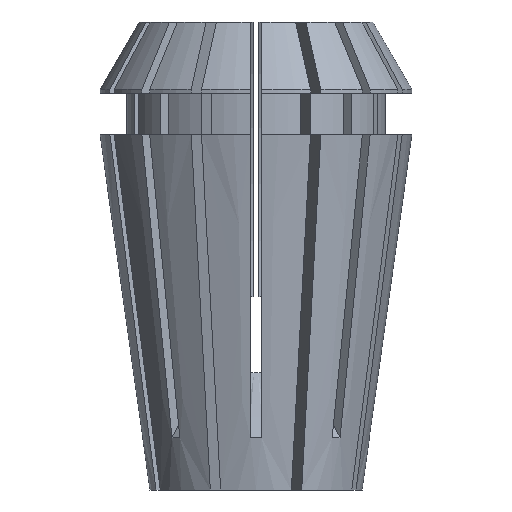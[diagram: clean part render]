
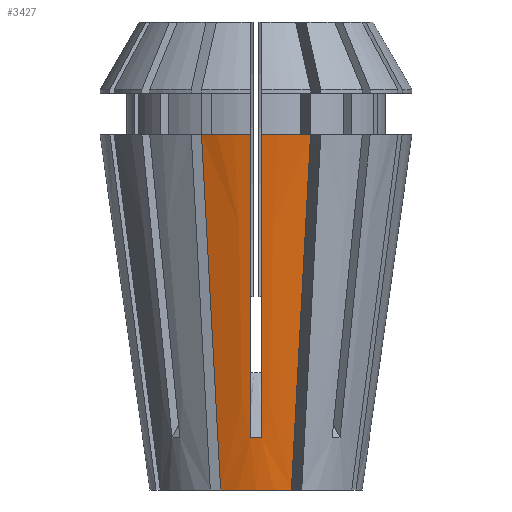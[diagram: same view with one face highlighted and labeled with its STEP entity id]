
A CAD part, front view. The second image highlights one B-rep face of the part: STEP entity #3427.
In plain terms, the highlighted conical face has half-angle 8 degrees and reference radius 7.141 mm.
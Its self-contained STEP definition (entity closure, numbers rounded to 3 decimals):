
#3 = DIRECTION ( 'NONE',  ( -1., 0., 0. ) ) ;
#127 = B_SPLINE_CURVE_WITH_KNOTS ( 'NONE', 3,
 ( #907, #4864, #7211, #5494, #2600, #6063, #1443 ),
 .UNSPECIFIED., .F., .F.,
 ( 4, 3, 4 ),
 ( 0., 0.018, 0.024 ),
 .UNSPECIFIED. ) ;
#174 = B_SPLINE_CURVE_WITH_KNOTS ( 'NONE', 3,
 ( #5186, #626, #1808, #2952, #4096, #671, #4680 ),
 .UNSPECIFIED., .F., .F.,
 ( 4, 3, 4 ),
 ( 0., 0.018, 0.024 ),
 .UNSPECIFIED. ) ;
#278 = DIRECTION ( 'NONE',  ( -1., 0., 0. ) ) ;
#398 = VERTEX_POINT ( 'NONE', #1939 ) ;
#437 = CARTESIAN_POINT ( 'NONE',  ( -2.383, -6.732, 0. ) ) ;
#477 = CARTESIAN_POINT ( 'NONE',  ( 2.383, -6.732, 0. ) ) ;
#615 = CARTESIAN_POINT ( 'NONE',  ( -0.375, -9.781, 18.831 ) ) ;
#626 = CARTESIAN_POINT ( 'NONE',  ( 3.342, -9.048, 17.815 ) ) ;
#671 = CARTESIAN_POINT ( 'NONE',  ( 2.484, -6.977, 1.882 ) ) ;
#691 = VERTEX_POINT ( 'NONE', #3278 ) ;
#907 = CARTESIAN_POINT ( 'NONE',  ( -3.669, -9.838, 23.9 ) ) ;
#954 = AXIS2_PLACEMENT_3D ( 'NONE', #1218, #6830, #3 ) ;
#1066 = CARTESIAN_POINT ( 'NONE',  ( -0.375, -10.137, 21.365 ) ) ;
#1097 = EDGE_LOOP ( 'NONE', ( #5825, #6764, #2822, #3722, #4201, #2038, #4921, #5395 ) ) ;
#1218 = CARTESIAN_POINT ( 'NONE',  ( 0., 0., 23.9 ) ) ;
#1443 = CARTESIAN_POINT ( 'NONE',  ( -2.383, -6.732, 0. ) ) ;
#1722 = CARTESIAN_POINT ( 'NONE',  ( -0.375, -8.225, 7.772 ) ) ;
#1808 = CARTESIAN_POINT ( 'NONE',  ( 3.014, -8.257, 11.73 ) ) ;
#1939 = CARTESIAN_POINT ( 'NONE',  ( -0.375, -7.626, 3.51 ) ) ;
#2034 = EDGE_CURVE ( 'NONE', #2331, #7409, #3200, .T. ) ;
#2038 = ORIENTED_EDGE ( 'NONE', *, *, #5999, .T. ) ;
#2072 = B_SPLINE_CURVE_WITH_KNOTS ( 'NONE', 3,
 ( #6197, #3340, #2779, #4024 ),
 .UNSPECIFIED., .F., .F.,
 ( 4, 4 ),
 ( 0., 0.001 ),
 .UNSPECIFIED. ) ;
#2331 = VERTEX_POINT ( 'NONE', #5788 ) ;
#2569 = CARTESIAN_POINT ( 'NONE',  ( 0., 0., 0. ) ) ;
#2600 = CARTESIAN_POINT ( 'NONE',  ( -2.585, -7.221, 3.763 ) ) ;
#2683 = DIRECTION ( 'NONE',  ( 0., 0., -1. ) ) ;
#2779 = CARTESIAN_POINT ( 'NONE',  ( 0.125, -7.636, 3.497 ) ) ;
#2822 = ORIENTED_EDGE ( 'NONE', *, *, #3078, .T. ) ;
#2873 = DIRECTION ( 'NONE',  ( 0., 0., -1. ) ) ;
#2912 = CARTESIAN_POINT ( 'NONE',  ( -0.375, -9.424, 16.296 ) ) ;
#2926 = VERTEX_POINT ( 'NONE', #7039 ) ;
#2952 = CARTESIAN_POINT ( 'NONE',  ( 2.687, -7.466, 5.645 ) ) ;
#2977 = AXIS2_PLACEMENT_3D ( 'NONE', #3259, #2683, #278 ) ;
#3078 = EDGE_CURVE ( 'NONE', #7409, #2926, #6000, .T. ) ;
#3135 = CARTESIAN_POINT ( 'NONE',  ( 0.375, -10.137, 21.365 ) ) ;
#3200 = CIRCLE ( 'NONE', #954, 10.5 ) ;
#3226 = B_SPLINE_CURVE_WITH_KNOTS ( 'NONE', 3,
 ( #4490, #1066, #615, #2912, #3977, #1722, #6275 ),
 .UNSPECIFIED., .F., .F.,
 ( 4, 3, 4 ),
 ( 0.042, 0.049, 0.062 ),
 .UNSPECIFIED. ) ;
#3259 = CARTESIAN_POINT ( 'NONE',  ( 0., 0., 0. ) ) ;
#3278 = CARTESIAN_POINT ( 'NONE',  ( -3.669, -9.838, 23.9 ) ) ;
#3321 = VERTEX_POINT ( 'NONE', #477 ) ;
#3337 = VERTEX_POINT ( 'NONE', #437 ) ;
#3340 = CARTESIAN_POINT ( 'NONE',  ( -0.125, -7.636, 3.497 ) ) ;
#3427 = ADVANCED_FACE ( 'NONE', ( #4549 ), #4715, .T. ) ;
#3516 = EDGE_CURVE ( 'NONE', #6229, #398, #3226, .T. ) ;
#3602 = EDGE_CURVE ( 'NONE', #3321, #3337, #5263, .T. ) ;
#3634 = CARTESIAN_POINT ( 'NONE',  ( 0.375, -9.781, 18.831 ) ) ;
#3707 = DIRECTION ( 'NONE',  ( 1., 0., 0. ) ) ;
#3722 = ORIENTED_EDGE ( 'NONE', *, *, #3815, .F. ) ;
#3815 = EDGE_CURVE ( 'NONE', #398, #2926, #2072, .T. ) ;
#3977 = CARTESIAN_POINT ( 'NONE',  ( -0.375, -8.825, 12.034 ) ) ;
#4024 = CARTESIAN_POINT ( 'NONE',  ( 0.375, -7.626, 3.51 ) ) ;
#4096 = CARTESIAN_POINT ( 'NONE',  ( 2.585, -7.221, 3.763 ) ) ;
#4201 = ORIENTED_EDGE ( 'NONE', *, *, #3516, .F. ) ;
#4217 = CARTESIAN_POINT ( 'NONE',  ( 0.375, -10.494, 23.9 ) ) ;
#4490 = CARTESIAN_POINT ( 'NONE',  ( -0.375, -10.494, 23.9 ) ) ;
#4530 = DIRECTION ( 'NONE',  ( -1., 0., 0. ) ) ;
#4549 = FACE_OUTER_BOUND ( 'NONE', #1097, .T. ) ;
#4680 = CARTESIAN_POINT ( 'NONE',  ( 2.383, -6.732, 0. ) ) ;
#4715 = CONICAL_SURFACE ( 'NONE', #5671, 7.141, 0.14 ) ;
#4779 = CIRCLE ( 'NONE', #5818, 10.5 ) ;
#4789 = EDGE_CURVE ( 'NONE', #2331, #3321, #174, .T. ) ;
#4862 = DIRECTION ( 'NONE',  ( 0., 0., 1. ) ) ;
#4864 = CARTESIAN_POINT ( 'NONE',  ( -3.342, -9.048, 17.815 ) ) ;
#4921 = ORIENTED_EDGE ( 'NONE', *, *, #5225, .T. ) ;
#5147 = CARTESIAN_POINT ( 'NONE',  ( 0., 0., 23.9 ) ) ;
#5186 = CARTESIAN_POINT ( 'NONE',  ( 3.669, -9.838, 23.9 ) ) ;
#5225 = EDGE_CURVE ( 'NONE', #691, #3337, #127, .T. ) ;
#5263 = CIRCLE ( 'NONE', #2977, 7.141 ) ;
#5303 = CARTESIAN_POINT ( 'NONE',  ( -0.375, -10.494, 23.9 ) ) ;
#5378 = CARTESIAN_POINT ( 'NONE',  ( 0.375, -7.626, 3.51 ) ) ;
#5395 = ORIENTED_EDGE ( 'NONE', *, *, #3602, .F. ) ;
#5402 = CARTESIAN_POINT ( 'NONE',  ( 0.375, -9.424, 16.296 ) ) ;
#5494 = CARTESIAN_POINT ( 'NONE',  ( -2.687, -7.466, 5.645 ) ) ;
#5671 = AXIS2_PLACEMENT_3D ( 'NONE', #2569, #4862, #3707 ) ;
#5788 = CARTESIAN_POINT ( 'NONE',  ( 3.669, -9.838, 23.9 ) ) ;
#5818 = AXIS2_PLACEMENT_3D ( 'NONE', #5147, #2873, #4530 ) ;
#5825 = ORIENTED_EDGE ( 'NONE', *, *, #4789, .F. ) ;
#5999 = EDGE_CURVE ( 'NONE', #6229, #691, #4779, .T. ) ;
#6000 = B_SPLINE_CURVE_WITH_KNOTS ( 'NONE', 3,
 ( #4217, #3135, #3634, #5402, #7105, #6513, #5378 ),
 .UNSPECIFIED., .F., .F.,
 ( 4, 3, 4 ),
 ( 0.042, 0.049, 0.062 ),
 .UNSPECIFIED. ) ;
#6063 = CARTESIAN_POINT ( 'NONE',  ( -2.484, -6.977, 1.882 ) ) ;
#6197 = CARTESIAN_POINT ( 'NONE',  ( -0.375, -7.626, 3.51 ) ) ;
#6229 = VERTEX_POINT ( 'NONE', #5303 ) ;
#6275 = CARTESIAN_POINT ( 'NONE',  ( -0.375, -7.626, 3.51 ) ) ;
#6380 = CARTESIAN_POINT ( 'NONE',  ( 0.375, -10.494, 23.9 ) ) ;
#6513 = CARTESIAN_POINT ( 'NONE',  ( 0.375, -8.225, 7.772 ) ) ;
#6764 = ORIENTED_EDGE ( 'NONE', *, *, #2034, .T. ) ;
#6830 = DIRECTION ( 'NONE',  ( 0., 0., -1. ) ) ;
#7039 = CARTESIAN_POINT ( 'NONE',  ( 0.375, -7.626, 3.51 ) ) ;
#7105 = CARTESIAN_POINT ( 'NONE',  ( 0.375, -8.825, 12.034 ) ) ;
#7211 = CARTESIAN_POINT ( 'NONE',  ( -3.014, -8.257, 11.73 ) ) ;
#7409 = VERTEX_POINT ( 'NONE', #6380 ) ;
